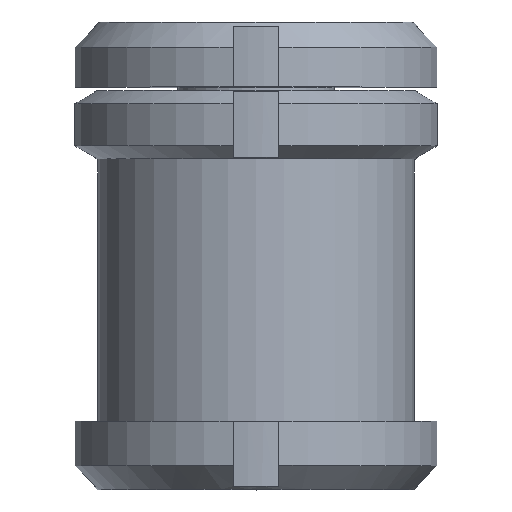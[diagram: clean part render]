
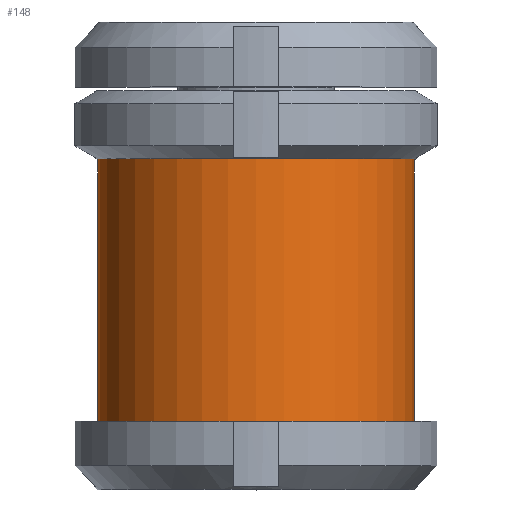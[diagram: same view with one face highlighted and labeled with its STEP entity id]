
A CAD part, top view. The second image highlights one B-rep face of the part: STEP entity #148.
In plain terms, the highlighted cylindrical face has radius 13.901 mm (diameter 27.802 mm), a full revolution.
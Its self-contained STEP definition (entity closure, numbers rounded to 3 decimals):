
#148 = ADVANCED_FACE( '', ( #341, #342 ), #343, .T. );
#341 = FACE_OUTER_BOUND( '', #580, .T. );
#342 = FACE_OUTER_BOUND( '', #581, .T. );
#343 = CYLINDRICAL_SURFACE( '', #582, 13.901 );
#580 = EDGE_LOOP( '', ( #951 ) );
#581 = EDGE_LOOP( '', ( #952 ) );
#582 = AXIS2_PLACEMENT_3D( '', #953, #954, #955 );
#951 = ORIENTED_EDGE( '', *, *, #1457, .T. );
#952 = ORIENTED_EDGE( '', *, *, #1458, .F. );
#953 = CARTESIAN_POINT( '', ( 0., 0., 0. ) );
#954 = DIRECTION( '', ( 0., 1., 0. ) );
#955 = DIRECTION( '', ( 0., 0., -1. ) );
#1457 = EDGE_CURVE( '', #1779, #1779, #1780, .T. );
#1458 = EDGE_CURVE( '', #1781, #1781, #1782, .T. );
#1779 = VERTEX_POINT( '', #2297 );
#1780 = CIRCLE( '', #2298, 13.901 );
#1781 = VERTEX_POINT( '', #2299 );
#1782 = CIRCLE( '', #2300, 13.901 );
#2297 = CARTESIAN_POINT( '', ( 0., 29.01, -13.901 ) );
#2298 = AXIS2_PLACEMENT_3D( '', #2623, #2624, #2625 );
#2299 = CARTESIAN_POINT( '', ( 0., 6., -13.901 ) );
#2300 = AXIS2_PLACEMENT_3D( '', #2626, #2627, #2628 );
#2623 = CARTESIAN_POINT( '', ( 0., 29.01, 0. ) );
#2624 = DIRECTION( '', ( 0., -1., 0. ) );
#2625 = DIRECTION( '', ( 0., 0., -1. ) );
#2626 = CARTESIAN_POINT( '', ( 0., 6., 0. ) );
#2627 = DIRECTION( '', ( 0., -1., 0. ) );
#2628 = DIRECTION( '', ( 0., 0., -1. ) );
